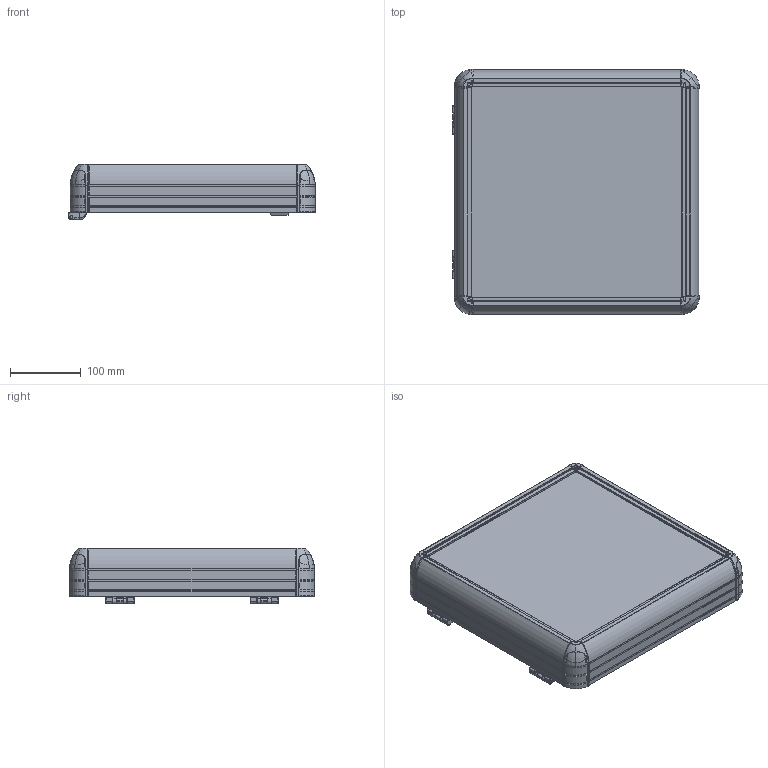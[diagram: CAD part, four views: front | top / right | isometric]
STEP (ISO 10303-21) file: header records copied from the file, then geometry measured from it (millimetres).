
FILE_DESCRIPTION (( 'STEP AP214' ), '1' );
FILE_NAME ('6000-0005.STEP', '2022-04-08T12:59:11', ( '' ), ( '' ), 'SwSTEP 2.0', 'SolidWorks 2021', '' );
FILE_SCHEMA (( 'AUTOMOTIVE_DESIGN' ));
Length unit declared in the file: millimetre
Products named in the file (5): 6000-0005; ECO6000-0000; 300X300; ARKA_KAPAK_300X300; HPECO-060-001-295_295
Assembly tree (10 placements, depth 2):
  6000-0005
    300X300
    HPECO-060-001-295_295  x4
    ECO6000-0000  x4
    ARKA_KAPAK_300X300
Bounding box: 349.03 x 347 x 79.15 mm (x, y, z)
Volume: 1766770.6 mm3; surface area: 739048.7 mm2
Topology: 18 solids, 80 shells, 5033 faces, 13428 edges, 8326 vertices
Faces by surface type: plane 1981, cylinder 1292, bspline 932, cone 526, torus 256, sphere 46
Entity records: 136196 total; most frequent: CARTESIAN_POINT 32322, ORIENTED_EDGE 16228, DIRECTION 14364, EDGE_CURVE 8114, AXIS2_PLACEMENT_3D 5356, VERTEX_POINT 5029, LINE 3652, VECTOR 3652
